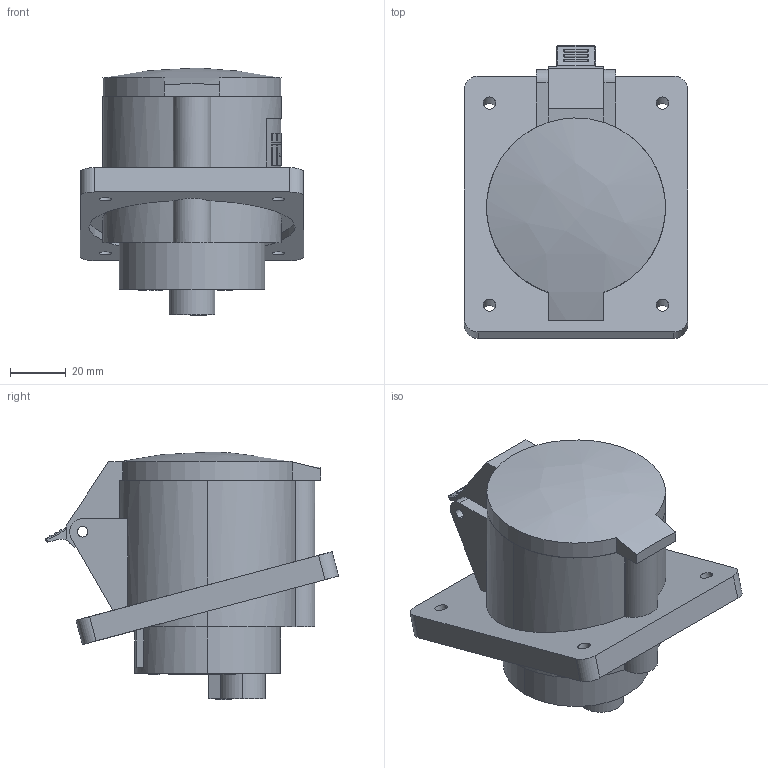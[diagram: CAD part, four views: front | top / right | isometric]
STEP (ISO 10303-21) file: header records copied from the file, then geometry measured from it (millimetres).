
FILE_DESCRIPTION (( 'STEP AP214' ), '1' );
FILE_NAME ('PSN42-032-4 Ðîçåòêà âñòðàèâàåìàÿ ÑÑÈ-424 32À-6÷_380-415Â 3Ð+PÅ IP44 MAGNUM ÈÝÊ1.STEP', '2025-09-17T08:23:47', ( '' ), ( '' ), 'SwSTEP 2.0', 'SolidWorks 2022', '' );
FILE_SCHEMA (( 'AUTOMOTIVE_DESIGN' ));
Length unit declared in the file: millimetre
Products named in the file (1): PSN42-032-4 Розетка встраиваемая ССИ-424 32А-6ч_380-415В 3Р+PЕ IP44 MAGNUM ИЭК1
Bounding box: 80 x 105.03 x 88.66 mm (x, y, z)
Volume: 215476.6 mm3; surface area: 72767.4 mm2
Topology: 10 solids, 14 shells, 573 faces, 1457 edges, 959 vertices
Faces by surface type: plane 326, cylinder 181, bspline 40, cone 16, torus 6, sphere 4
Entity records: 21898 total; most frequent: CARTESIAN_POINT 7967, ORIENTED_EDGE 2886, DIRECTION 2784, EDGE_CURVE 1443, AXIS2_PLACEMENT_3D 964, VERTEX_POINT 959, LINE 856, VECTOR 856
